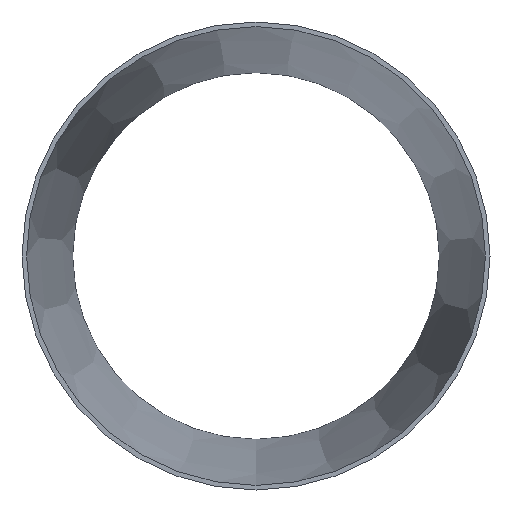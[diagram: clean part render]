
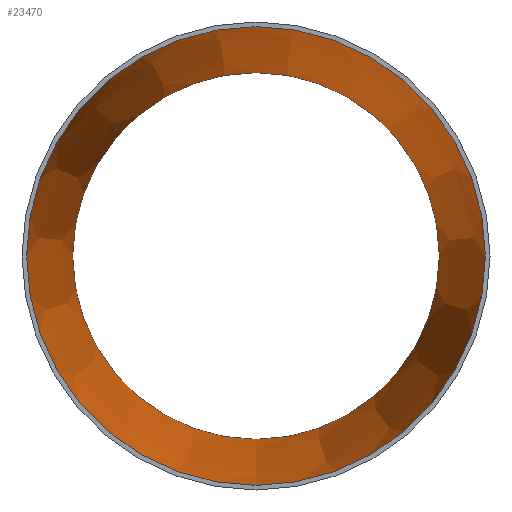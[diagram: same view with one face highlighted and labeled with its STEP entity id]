
A CAD part, front view. The second image highlights one B-rep face of the part: STEP entity #23470.
In plain terms, the highlighted conical face has half-angle 5.621 degrees and reference radius 248.976 mm.
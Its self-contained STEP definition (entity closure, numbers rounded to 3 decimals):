
#1252 = CARTESIAN_POINT ( 'NONE',  ( 0., 508., 0. ) ) ;
#3628 = CIRCLE ( 'NONE', #31191, 248.976 ) ;
#5230 = VERTEX_POINT ( 'NONE', #19907 ) ;
#7671 = CARTESIAN_POINT ( 'NONE',  ( 0., 0., 0. ) ) ;
#12289 = DIRECTION ( 'NONE',  ( 0., -1., 0. ) ) ;
#13051 = EDGE_CURVE ( 'NONE', #5230, #5230, #42924, .T. ) ;
#13101 = CONICAL_SURFACE ( 'NONE', #32225, 248.976, 0.098 ) ;
#19907 = CARTESIAN_POINT ( 'NONE',  ( 0., 508., -198.976 ) ) ;
#21225 = ORIENTED_EDGE ( 'NONE', *, *, #27540, .T. ) ;
#21536 = ORIENTED_EDGE ( 'NONE', *, *, #13051, .F. ) ;
#22329 = DIRECTION ( 'NONE',  ( 0., -1., 0. ) ) ;
#23470 = ADVANCED_FACE ( 'NONE', ( #29530, #26616 ), #13101, .F. ) ;
#24637 = CARTESIAN_POINT ( 'NONE',  ( 0., 0., 0. ) ) ;
#26484 = EDGE_LOOP ( 'NONE', ( #21225 ) ) ;
#26616 = FACE_OUTER_BOUND ( 'NONE', #26484, .T. ) ;
#27540 = EDGE_CURVE ( 'NONE', #46755, #46755, #3628, .T. ) ;
#28018 = DIRECTION ( 'NONE',  ( 0., 0., -1. ) ) ;
#29530 = FACE_BOUND ( 'NONE', #42715, .T. ) ;
#31191 = AXIS2_PLACEMENT_3D ( 'NONE', #24637, #39280, #28018 ) ;
#32225 = AXIS2_PLACEMENT_3D ( 'NONE', #7671, #22329, #37181 ) ;
#37181 = DIRECTION ( 'NONE',  ( 0., 0., -1. ) ) ;
#39280 = DIRECTION ( 'NONE',  ( 0., -1., 0. ) ) ;
#39315 = CARTESIAN_POINT ( 'NONE',  ( 0., 0., -248.976 ) ) ;
#41808 = DIRECTION ( 'NONE',  ( 0., 0., -1. ) ) ;
#42143 = AXIS2_PLACEMENT_3D ( 'NONE', #1252, #12289, #41808 ) ;
#42715 = EDGE_LOOP ( 'NONE', ( #21536 ) ) ;
#42924 = CIRCLE ( 'NONE', #42143, 198.976 ) ;
#46755 = VERTEX_POINT ( 'NONE', #39315 ) ;
